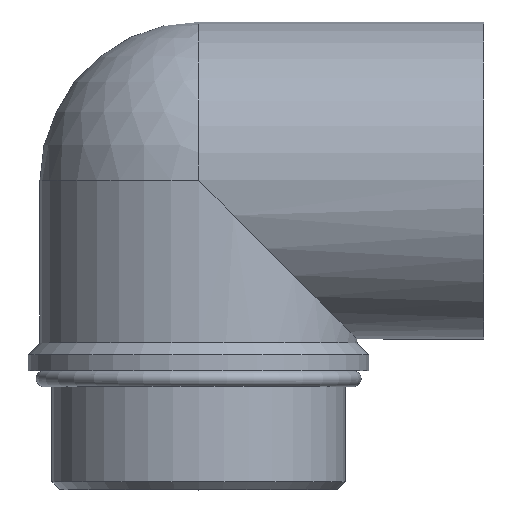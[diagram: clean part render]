
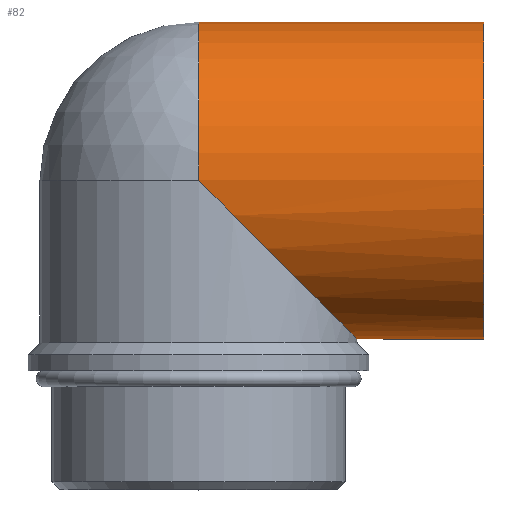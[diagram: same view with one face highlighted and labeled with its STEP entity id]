
A CAD part, top view. The second image highlights one B-rep face of the part: STEP entity #82.
In plain terms, the highlighted cylindrical face has radius 20 mm (diameter 40 mm), a full revolution.
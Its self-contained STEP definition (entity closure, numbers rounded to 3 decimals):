
#82 = ADVANCED_FACE( '', ( #113, #114 ), #115, .T. );
#113 = FACE_OUTER_BOUND( '', #163, .T. );
#114 = FACE_OUTER_BOUND( '', #164, .T. );
#115 = CYLINDRICAL_SURFACE( '', #165, 20. );
#163 = EDGE_LOOP( '', ( #228 ) );
#164 = EDGE_LOOP( '', ( #229, #230 ) );
#165 = AXIS2_PLACEMENT_3D( '', #231, #232, #233 );
#228 = ORIENTED_EDGE( '', *, *, #292, .F. );
#229 = ORIENTED_EDGE( '', *, *, #293, .F. );
#230 = ORIENTED_EDGE( '', *, *, #294, .T. );
#231 = CARTESIAN_POINT( '', ( 36., 9.5, 0. ) );
#232 = DIRECTION( '', ( 1., 0., 0. ) );
#233 = DIRECTION( '', ( 0., 0., 1. ) );
#292 = EDGE_CURVE( '', #321, #321, #322, .T. );
#293 = EDGE_CURVE( '', #323, #324, #325, .F. );
#294 = EDGE_CURVE( '', #323, #324, #326, .T. );
#321 = VERTEX_POINT( '', #357 );
#322 = CIRCLE( '', #358, 20. );
#323 = VERTEX_POINT( '', #359 );
#324 = VERTEX_POINT( '', #360 );
#325 = CIRCLE( '', #361, 20. );
#326 = ELLIPSE( '', #362, 28.284, 20. );
#357 = CARTESIAN_POINT( '', ( 36., 9.5, -20. ) );
#358 = AXIS2_PLACEMENT_3D( '', #402, #403, #404 );
#359 = CARTESIAN_POINT( '', ( 0., 9.5, 20. ) );
#360 = CARTESIAN_POINT( '', ( 0., 9.5, -20. ) );
#361 = AXIS2_PLACEMENT_3D( '', #405, #406, #407 );
#362 = AXIS2_PLACEMENT_3D( '', #408, #409, #410 );
#402 = CARTESIAN_POINT( '', ( 36., 9.5, 0. ) );
#403 = DIRECTION( '', ( 1., 0., 0. ) );
#404 = DIRECTION( '', ( 0., 0., -1. ) );
#405 = CARTESIAN_POINT( '', ( 0., 9.5, 0. ) );
#406 = DIRECTION( '', ( 1., 0., 0. ) );
#407 = DIRECTION( '', ( 0., 0., -1. ) );
#408 = CARTESIAN_POINT( '', ( 0., 9.5, 0. ) );
#409 = DIRECTION( '', ( 0.707, 0.707, 0. ) );
#410 = DIRECTION( '', ( -0.707, 0.707, 0. ) );
